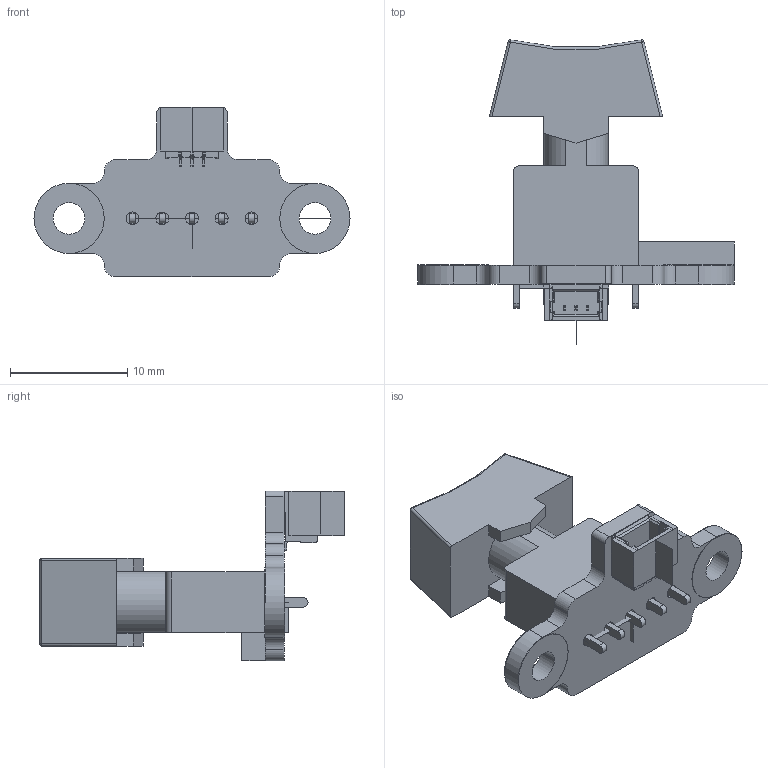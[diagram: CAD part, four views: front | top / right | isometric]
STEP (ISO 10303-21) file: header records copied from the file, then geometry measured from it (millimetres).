
FILE_DESCRIPTION((''),'2;1');
FILE_NAME('GSR-0-103-A02-0005-RS-PCBA_ASM','2025-02-19T11:22:37',('qinghui.yi'),(''),'CREO PARAMETRIC BY PTC INC, 2023154','CREO PARAMETRIC BY PTC INC, 2023154','');
FILE_SCHEMA(('CONFIG_CONTROL_DESIGN'));
Length unit declared in the file: millimetre
Products named in the file (4): GSR-0-103-A02-0005-RS-PCB; GSR-0-103-A02-0005-RS; 1_0-3PIN; GSR-0-103-A02-0005-RS-PCBA_ASM
Assembly tree (3 placements, depth 2):
  GSR-0-103-A02-0005-RS-PCBA_ASM
    GSR-0-103-A02-0005-RS-PCB
    GSR-0-103-A02-0005-RS
    1_0-3PIN
Bounding box: 27 x 26 x 14.5 mm (x, y, z)
Volume: 1614 mm3; surface area: 1828.3 mm2
Topology: 3 solids, 6 shells, 308 faces, 848 edges, 554 vertices
Faces by surface type: plane 224, cylinder 78, sphere 4, torus 2
Entity records: 9893 total; most frequent: CARTESIAN_POINT 1750, ORIENTED_EDGE 1680, DIRECTION 1650, EDGE_CURVE 848, VECTOR 676, LINE 676, VERTEX_POINT 554, AXIS2_PLACEMENT_3D 487
